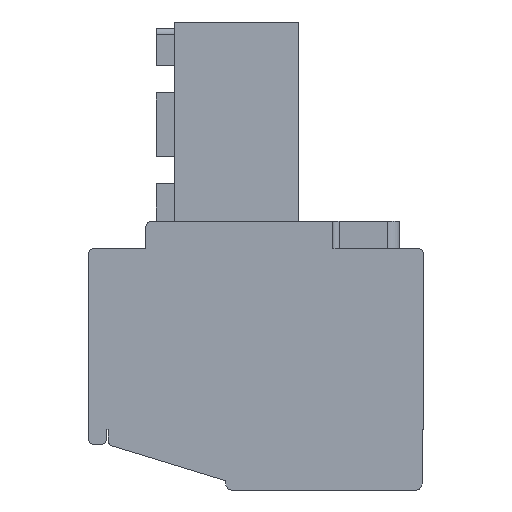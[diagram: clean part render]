
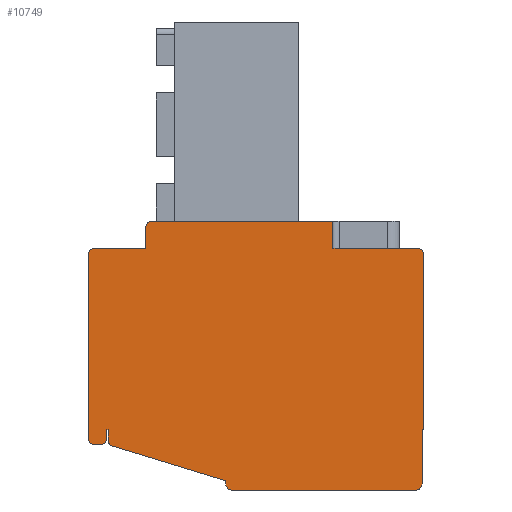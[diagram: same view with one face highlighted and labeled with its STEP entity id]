
A CAD part, left-side view. The second image highlights one B-rep face of the part: STEP entity #10749.
In plain terms, the highlighted planar face has unit normal (-1, 0, 0).
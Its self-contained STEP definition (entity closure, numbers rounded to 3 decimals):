
#72=CARTESIAN_POINT('',(-14.,2.7,-6.8));
#73=DIRECTION('',(1.,0.,0.));
#74=DIRECTION('',(0.,1.,0.));
#75=AXIS2_PLACEMENT_3D('',#72,#73,#74);
#77=DIRECTION('',(0.,-1.,0.));
#78=VECTOR('',#77,6.);
#79=CARTESIAN_POINT('',(-14.,2.7,-6.6));
#80=LINE('',#79,#78);
#81=DIRECTION('',(0.,0.,-1.));
#82=VECTOR('',#81,0.9);
#83=CARTESIAN_POINT('',(-14.,-3.3,-6.6));
#84=LINE('',#83,#82);
#85=DIRECTION('',(0.,-1.,0.));
#86=VECTOR('',#85,2.8);
#87=CARTESIAN_POINT('',(-14.,-3.3,-7.5));
#88=LINE('',#87,#86);
#89=CARTESIAN_POINT('',(-14.,-6.1,-7.7));
#90=DIRECTION('',(1.,0.,0.));
#91=DIRECTION('',(0.,0.,1.));
#92=AXIS2_PLACEMENT_3D('',#89,#90,#91);
#94=DIRECTION('',(0.,0.,-1.));
#95=VECTOR('',#94,5.8);
#96=CARTESIAN_POINT('',(-14.,-6.3,-7.7));
#97=LINE('',#96,#95);
#98=DIRECTION('',(0.,1.,0.));
#99=VECTOR('',#98,0.05);
#100=CARTESIAN_POINT('',(-14.,-6.3,-13.5));
#101=LINE('',#100,#99);
#102=DIRECTION('',(0.,0.,-1.));
#103=VECTOR('',#102,1.8);
#104=CARTESIAN_POINT('',(-14.,-6.25,-13.5));
#105=LINE('',#104,#103);
#106=CARTESIAN_POINT('',(-14.,-6.05,-15.3));
#107=DIRECTION('',(1.,0.,0.));
#108=DIRECTION('',(0.,-1.,0.));
#109=AXIS2_PLACEMENT_3D('',#106,#107,#108);
#111=DIRECTION('',(0.,1.,0.));
#112=VECTOR('',#111,6.1);
#113=CARTESIAN_POINT('',(-14.,-6.05,-15.5));
#114=LINE('',#113,#112);
#115=CARTESIAN_POINT('',(-14.,0.05,-15.3));
#116=DIRECTION('',(1.,0.,0.));
#117=DIRECTION('',(0.,0.,-1.));
#118=AXIS2_PLACEMENT_3D('',#115,#116,#117);
#120=DIRECTION('',(0.,0.,1.));
#121=VECTOR('',#120,0.108);
#122=CARTESIAN_POINT('',(-14.,0.25,-15.3));
#123=LINE('',#122,#121);
#124=DIRECTION('',(0.,0.956,0.292));
#125=VECTOR('',#124,3.93);
#126=CARTESIAN_POINT('',(-14.,0.25,-15.192));
#127=LINE('',#126,#125);
#128=CARTESIAN_POINT('',(-14.,3.95,-13.852));
#129=DIRECTION('',(1.,0.,0.));
#130=DIRECTION('',(0.,0.292,-0.956));
#131=AXIS2_PLACEMENT_3D('',#128,#129,#130);
#133=DIRECTION('',(0.,0.,1.));
#134=VECTOR('',#133,0.352);
#135=CARTESIAN_POINT('',(-14.,4.15,-13.852));
#136=LINE('',#135,#134);
#137=DIRECTION('',(0.,1.,0.));
#138=VECTOR('',#137,0.05);
#139=CARTESIAN_POINT('',(-14.,4.15,-13.5));
#140=LINE('',#139,#138);
#141=DIRECTION('',(0.,0.,-1.));
#142=VECTOR('',#141,0.3);
#143=CARTESIAN_POINT('',(-14.,4.2,-13.5));
#144=LINE('',#143,#142);
#145=CARTESIAN_POINT('',(-14.,4.4,-13.8));
#146=DIRECTION('',(1.,0.,0.));
#147=DIRECTION('',(0.,-1.,0.));
#148=AXIS2_PLACEMENT_3D('',#145,#146,#147);
#150=DIRECTION('',(0.,1.,0.));
#151=VECTOR('',#150,0.2);
#152=CARTESIAN_POINT('',(-14.,4.4,-14.));
#153=LINE('',#152,#151);
#154=CARTESIAN_POINT('',(-14.,4.6,-13.8));
#155=DIRECTION('',(1.,0.,0.));
#156=DIRECTION('',(0.,0.,-1.));
#157=AXIS2_PLACEMENT_3D('',#154,#155,#156);
#163=CARTESIAN_POINT('',(-14.,4.6,-7.7));
#164=DIRECTION('',(-1.,0.,0.));
#165=DIRECTION('',(0.,0.,1.));
#166=AXIS2_PLACEMENT_3D('',#163,#164,#165);
#177=DIRECTION('',(0.,1.,0.));
#178=VECTOR('',#177,1.7);
#179=CARTESIAN_POINT('',(-14.,2.9,-7.5));
#180=LINE('',#179,#178);
#317=DIRECTION('',(0.,0.,-1.));
#318=VECTOR('',#317,6.1);
#319=CARTESIAN_POINT('',(-14.,4.8,-7.7));
#320=LINE('',#319,#318);
#5063=DIRECTION('',(0.,0.,-1.));
#5064=VECTOR('',#5063,0.7);
#5065=CARTESIAN_POINT('',(-14.,2.9,-6.8));
#5066=LINE('',#5065,#5064);
#8564=CARTESIAN_POINT('',(-14.,-6.3,-13.5));
#8565=CARTESIAN_POINT('',(-14.,-6.25,-13.5));
#8566=VERTEX_POINT('',#8564);
#8567=VERTEX_POINT('',#8565);
#8568=CARTESIAN_POINT('',(-14.,4.2,-13.5));
#8569=CARTESIAN_POINT('',(-14.,4.2,-13.8));
#8570=VERTEX_POINT('',#8568);
#8571=VERTEX_POINT('',#8569);
#8572=CARTESIAN_POINT('',(-14.,4.4,-14.));
#8573=CARTESIAN_POINT('',(-14.,4.6,-14.));
#8574=VERTEX_POINT('',#8572);
#8575=VERTEX_POINT('',#8573);
#8576=CARTESIAN_POINT('',(-14.,2.7,-6.6));
#8577=CARTESIAN_POINT('',(-14.,-3.3,-6.6));
#8578=VERTEX_POINT('',#8576);
#8579=VERTEX_POINT('',#8577);
#8580=CARTESIAN_POINT('',(-14.,-3.3,-7.5));
#8581=VERTEX_POINT('',#8580);
#8582=CARTESIAN_POINT('',(-14.,-6.1,-7.5));
#8583=VERTEX_POINT('',#8582);
#8584=CARTESIAN_POINT('',(-14.,-6.3,-7.7));
#8585=VERTEX_POINT('',#8584);
#8608=CARTESIAN_POINT('',(-14.,4.8,-13.8));
#8609=VERTEX_POINT('',#8608);
#8610=CARTESIAN_POINT('',(-14.,-6.25,-15.3));
#8611=VERTEX_POINT('',#8610);
#8612=CARTESIAN_POINT('',(-14.,-6.05,-15.5));
#8613=VERTEX_POINT('',#8612);
#8614=CARTESIAN_POINT('',(-14.,0.05,-15.5));
#8615=VERTEX_POINT('',#8614);
#8616=CARTESIAN_POINT('',(-14.,0.25,-15.3));
#8617=VERTEX_POINT('',#8616);
#8618=CARTESIAN_POINT('',(-14.,0.25,-15.192));
#8619=VERTEX_POINT('',#8618);
#8620=CARTESIAN_POINT('',(-14.,4.008,-14.043));
#8621=VERTEX_POINT('',#8620);
#8622=CARTESIAN_POINT('',(-14.,4.15,-13.852));
#8623=VERTEX_POINT('',#8622);
#8624=CARTESIAN_POINT('',(-14.,4.15,-13.5));
#8625=VERTEX_POINT('',#8624);
#8644=CARTESIAN_POINT('',(-14.,2.9,-6.8));
#8645=VERTEX_POINT('',#8644);
#8894=CARTESIAN_POINT('',(-14.,2.9,-7.5));
#8896=VERTEX_POINT('',#8894);
#8916=CARTESIAN_POINT('',(-14.,4.6,-7.5));
#8918=VERTEX_POINT('',#8916);
#8920=CARTESIAN_POINT('',(-14.,4.8,-7.7));
#8921=VERTEX_POINT('',#8920);
#10694=CARTESIAN_POINT('',(-14.,0.,0.));
#10695=DIRECTION('',(1.,0.,0.));
#10696=DIRECTION('',(0.,0.,-1.));
#10697=AXIS2_PLACEMENT_3D('',#10694,#10695,#10696);
#10698=PLANE('',#10697);
#10700=ORIENTED_EDGE('',*,*,#10699,.F.);
#10702=ORIENTED_EDGE('',*,*,#10701,.F.);
#10704=ORIENTED_EDGE('',*,*,#10703,.F.);
#10706=ORIENTED_EDGE('',*,*,#10705,.T.);
#10708=ORIENTED_EDGE('',*,*,#10707,.T.);
#10710=ORIENTED_EDGE('',*,*,#10709,.T.);
#10712=ORIENTED_EDGE('',*,*,#10711,.T.);
#10714=ORIENTED_EDGE('',*,*,#10713,.T.);
#10716=ORIENTED_EDGE('',*,*,#10715,.T.);
#10718=ORIENTED_EDGE('',*,*,#10717,.T.);
#10720=ORIENTED_EDGE('',*,*,#10719,.T.);
#10722=ORIENTED_EDGE('',*,*,#10721,.T.);
#10724=ORIENTED_EDGE('',*,*,#10723,.T.);
#10726=ORIENTED_EDGE('',*,*,#10725,.T.);
#10728=ORIENTED_EDGE('',*,*,#10727,.T.);
#10730=ORIENTED_EDGE('',*,*,#10729,.T.);
#10732=ORIENTED_EDGE('',*,*,#10731,.T.);
#10734=ORIENTED_EDGE('',*,*,#10733,.T.);
#10736=ORIENTED_EDGE('',*,*,#10735,.T.);
#10738=ORIENTED_EDGE('',*,*,#10737,.T.);
#10740=ORIENTED_EDGE('',*,*,#10739,.T.);
#10742=ORIENTED_EDGE('',*,*,#10741,.T.);
#10744=ORIENTED_EDGE('',*,*,#10743,.T.);
#10746=ORIENTED_EDGE('',*,*,#10745,.F.);
#10747=EDGE_LOOP('',(#10700,#10702,#10704,#10706,#10708,#10710,#10712,#10714,
#10716,#10718,#10720,#10722,#10724,#10726,#10728,#10730,#10732,#10734,#10736,
#10738,#10740,#10742,#10744,#10746));
#10748=FACE_OUTER_BOUND('',#10747,.F.);
#10749=ADVANCED_FACE('',(#10748),#10698,.F.);
#76=CIRCLE('',#75,0.2);
#93=CIRCLE('',#92,0.2);
#110=CIRCLE('',#109,0.2);
#119=CIRCLE('',#118,0.2);
#132=CIRCLE('',#131,0.2);
#149=CIRCLE('',#148,0.2);
#158=CIRCLE('',#157,0.2);
#167=CIRCLE('',#166,0.2);
#10699=EDGE_CURVE('',#8918,#8921,#167,.T.);
#10701=EDGE_CURVE('',#8896,#8918,#180,.T.);
#10703=EDGE_CURVE('',#8645,#8896,#5066,.T.);
#10705=EDGE_CURVE('',#8645,#8578,#76,.T.);
#10707=EDGE_CURVE('',#8578,#8579,#80,.T.);
#10709=EDGE_CURVE('',#8579,#8581,#84,.T.);
#10711=EDGE_CURVE('',#8581,#8583,#88,.T.);
#10713=EDGE_CURVE('',#8583,#8585,#93,.T.);
#10715=EDGE_CURVE('',#8585,#8566,#97,.T.);
#10717=EDGE_CURVE('',#8566,#8567,#101,.T.);
#10719=EDGE_CURVE('',#8567,#8611,#105,.T.);
#10721=EDGE_CURVE('',#8611,#8613,#110,.T.);
#10723=EDGE_CURVE('',#8613,#8615,#114,.T.);
#10725=EDGE_CURVE('',#8615,#8617,#119,.T.);
#10727=EDGE_CURVE('',#8617,#8619,#123,.T.);
#10729=EDGE_CURVE('',#8619,#8621,#127,.T.);
#10731=EDGE_CURVE('',#8621,#8623,#132,.T.);
#10733=EDGE_CURVE('',#8623,#8625,#136,.T.);
#10735=EDGE_CURVE('',#8625,#8570,#140,.T.);
#10737=EDGE_CURVE('',#8570,#8571,#144,.T.);
#10739=EDGE_CURVE('',#8571,#8574,#149,.T.);
#10741=EDGE_CURVE('',#8574,#8575,#153,.T.);
#10743=EDGE_CURVE('',#8575,#8609,#158,.T.);
#10745=EDGE_CURVE('',#8921,#8609,#320,.T.);
